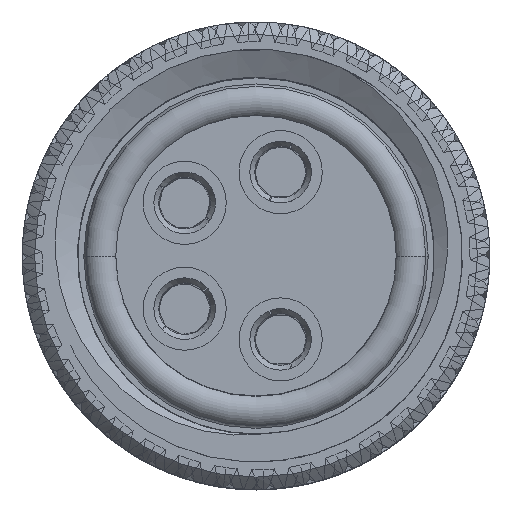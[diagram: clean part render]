
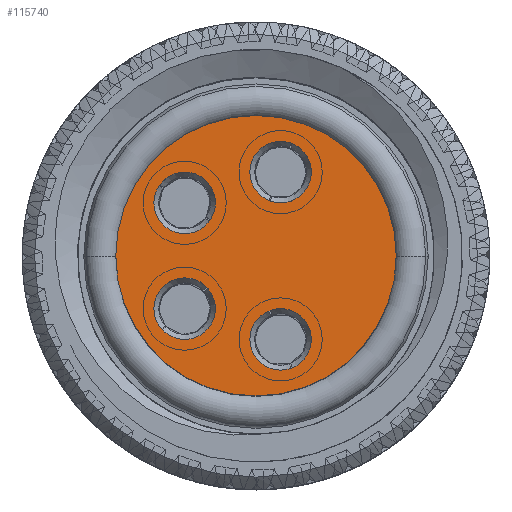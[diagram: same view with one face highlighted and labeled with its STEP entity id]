
A CAD part, top view. The second image highlights one B-rep face of the part: STEP entity #115740.
In plain terms, the highlighted face is planar.
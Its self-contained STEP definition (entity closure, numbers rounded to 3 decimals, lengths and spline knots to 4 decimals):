
#114933=CARTESIAN_POINT('',(0.,0.,0.));
#114934=DIRECTION('',(1.,0.,0.));
#114935=DIRECTION('',(0.,0.,-1.));
#114936=AXIS2_PLACEMENT_3D('',#114933,#114934,#114935);
#114938=CARTESIAN_POINT('',(0.,0.,0.));
#114939=DIRECTION('',(1.,0.,0.));
#114940=DIRECTION('',(0.,0.,1.));
#114941=AXIS2_PLACEMENT_3D('',#114938,#114939,#114940);
#114943=CARTESIAN_POINT('',(0.,1.075,1.45));
#114944=DIRECTION('',(-1.,0.,0.));
#114945=DIRECTION('',(0.,0.,1.));
#114946=AXIS2_PLACEMENT_3D('',#114943,#114944,#114945);
#114948=CARTESIAN_POINT('',(0.,1.075,1.45));
#114949=DIRECTION('',(-1.,0.,0.));
#114950=DIRECTION('',(0.,0.,-1.));
#114951=AXIS2_PLACEMENT_3D('',#114948,#114949,#114950);
#114953=CARTESIAN_POINT('',(0.,-1.075,1.45));
#114954=DIRECTION('',(-1.,0.,0.));
#114955=DIRECTION('',(0.,0.,1.));
#114956=AXIS2_PLACEMENT_3D('',#114953,#114954,#114955);
#114958=CARTESIAN_POINT('',(0.,-1.075,1.45));
#114959=DIRECTION('',(-1.,0.,0.));
#114960=DIRECTION('',(0.,0.,-1.));
#114961=AXIS2_PLACEMENT_3D('',#114958,#114959,#114960);
#114963=CARTESIAN_POINT('',(0.,1.7,-0.5));
#114964=DIRECTION('',(-1.,0.,0.));
#114965=DIRECTION('',(0.,0.,1.));
#114966=AXIS2_PLACEMENT_3D('',#114963,#114964,#114965);
#114968=CARTESIAN_POINT('',(0.,1.7,-0.5));
#114969=DIRECTION('',(-1.,0.,0.));
#114970=DIRECTION('',(0.,0.,-1.));
#114971=AXIS2_PLACEMENT_3D('',#114968,#114969,#114970);
#114973=CARTESIAN_POINT('',(0.,-1.7,-0.5));
#114974=DIRECTION('',(-1.,0.,0.));
#114975=DIRECTION('',(0.,0.,1.));
#114976=AXIS2_PLACEMENT_3D('',#114973,#114974,#114975);
#114978=CARTESIAN_POINT('',(0.,-1.7,-0.5));
#114979=DIRECTION('',(-1.,0.,0.));
#114980=DIRECTION('',(0.,0.,-1.));
#114981=AXIS2_PLACEMENT_3D('',#114978,#114979,#114980);
#115533=CARTESIAN_POINT('',(0.,0.,-2.85));
#115534=CARTESIAN_POINT('',(0.,0.,2.85));
#115535=VERTEX_POINT('',#115533);
#115536=VERTEX_POINT('',#115534);
#115569=CARTESIAN_POINT('',(0.,1.075,2.075));
#115570=CARTESIAN_POINT('',(0.,1.075,0.825));
#115571=VERTEX_POINT('',#115569);
#115572=VERTEX_POINT('',#115570);
#115573=CARTESIAN_POINT('',(0.,-1.075,2.075));
#115574=CARTESIAN_POINT('',(0.,-1.075,0.825));
#115575=VERTEX_POINT('',#115573);
#115576=VERTEX_POINT('',#115574);
#115577=CARTESIAN_POINT('',(0.,1.7,0.125));
#115578=CARTESIAN_POINT('',(0.,1.7,-1.125));
#115579=VERTEX_POINT('',#115577);
#115580=VERTEX_POINT('',#115578);
#115581=CARTESIAN_POINT('',(0.,-1.7,0.125));
#115582=CARTESIAN_POINT('',(0.,-1.7,-1.125));
#115583=VERTEX_POINT('',#115581);
#115584=VERTEX_POINT('',#115582);
#115705=CARTESIAN_POINT('',(0.,0.,0.));
#115706=DIRECTION('',(1.,0.,0.));
#115707=DIRECTION('',(0.,0.,-1.));
#115708=AXIS2_PLACEMENT_3D('',#115705,#115706,#115707);
#115709=PLANE('',#115708);
#115711=ORIENTED_EDGE('',*,*,#115710,.T.);
#115713=ORIENTED_EDGE('',*,*,#115712,.T.);
#115714=EDGE_LOOP('',(#115711,#115713));
#115715=FACE_OUTER_BOUND('',#115714,.F.);
#115717=ORIENTED_EDGE('',*,*,#115716,.T.);
#115719=ORIENTED_EDGE('',*,*,#115718,.T.);
#115720=EDGE_LOOP('',(#115717,#115719));
#115721=FACE_BOUND('',#115720,.F.);
#115723=ORIENTED_EDGE('',*,*,#115722,.T.);
#115725=ORIENTED_EDGE('',*,*,#115724,.T.);
#115726=EDGE_LOOP('',(#115723,#115725));
#115727=FACE_BOUND('',#115726,.F.);
#115729=ORIENTED_EDGE('',*,*,#115728,.T.);
#115731=ORIENTED_EDGE('',*,*,#115730,.T.);
#115732=EDGE_LOOP('',(#115729,#115731));
#115733=FACE_BOUND('',#115732,.F.);
#115735=ORIENTED_EDGE('',*,*,#115734,.T.);
#115737=ORIENTED_EDGE('',*,*,#115736,.T.);
#115738=EDGE_LOOP('',(#115735,#115737));
#115739=FACE_BOUND('',#115738,.F.);
#115740=ADVANCED_FACE('',(#115715,#115721,#115727,#115733,#115739),#115709,.F.);
#114937=CIRCLE('',#114936,2.85);
#114942=CIRCLE('',#114941,2.85);
#114947=CIRCLE('',#114946,0.625);
#114952=CIRCLE('',#114951,0.625);
#114957=CIRCLE('',#114956,0.625);
#114962=CIRCLE('',#114961,0.625);
#114967=CIRCLE('',#114966,0.625);
#114972=CIRCLE('',#114971,0.625);
#114977=CIRCLE('',#114976,0.625);
#114982=CIRCLE('',#114981,0.625);
#115710=EDGE_CURVE('',#115535,#115536,#114937,.T.);
#115712=EDGE_CURVE('',#115536,#115535,#114942,.T.);
#115716=EDGE_CURVE('',#115571,#115572,#114947,.T.);
#115718=EDGE_CURVE('',#115572,#115571,#114952,.T.);
#115722=EDGE_CURVE('',#115575,#115576,#114957,.T.);
#115724=EDGE_CURVE('',#115576,#115575,#114962,.T.);
#115728=EDGE_CURVE('',#115579,#115580,#114967,.T.);
#115730=EDGE_CURVE('',#115580,#115579,#114972,.T.);
#115734=EDGE_CURVE('',#115583,#115584,#114977,.T.);
#115736=EDGE_CURVE('',#115584,#115583,#114982,.T.);
